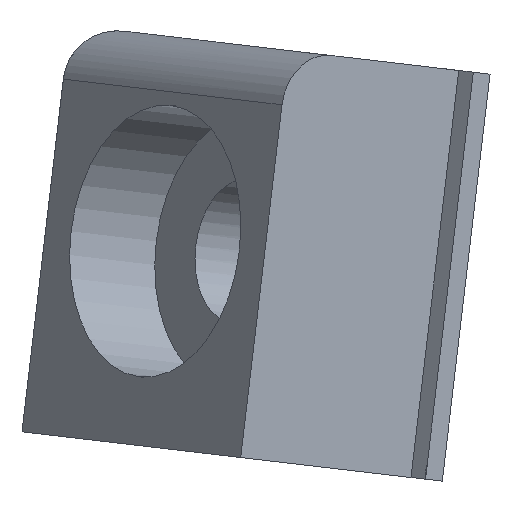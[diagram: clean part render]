
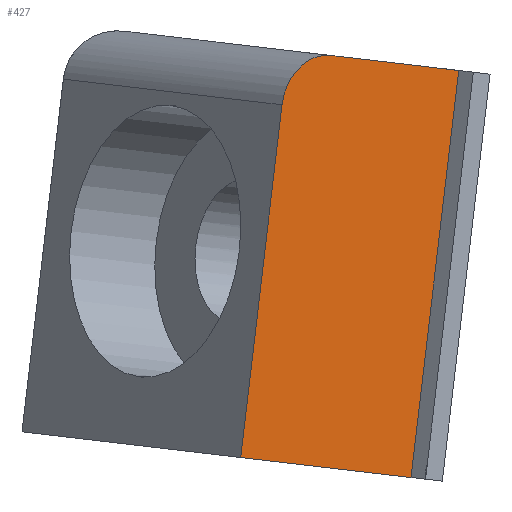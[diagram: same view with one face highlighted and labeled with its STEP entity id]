
A CAD part, left-side view. The second image highlights one B-rep face of the part: STEP entity #427.
In plain terms, the highlighted planar face has unit normal (-0.785, -0.616, -0.072).
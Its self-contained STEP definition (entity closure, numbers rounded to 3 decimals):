
#25=CIRCLE('',#474,2.);
#44=PLANE('',#477);
#67=FACE_OUTER_BOUND('',#94,.T.);
#94=EDGE_LOOP('',(#377,#378,#379,#380,#381));
#136=LINE('',#708,#181);
#140=LINE('',#714,#185);
#141=LINE('',#716,#186);
#142=LINE('',#717,#187);
#181=VECTOR('',#583,10.);
#185=VECTOR('',#589,10.);
#186=VECTOR('',#592,10.);
#187=VECTOR('',#593,10.);
#226=VERTEX_POINT('',#699);
#227=VERTEX_POINT('',#701);
#228=VERTEX_POINT('',#705);
#229=VERTEX_POINT('',#707);
#230=VERTEX_POINT('',#712);
#277=EDGE_CURVE('',#226,#227,#25,.T.);
#280=EDGE_CURVE('',#228,#229,#136,.T.);
#284=EDGE_CURVE('',#230,#228,#140,.T.);
#285=EDGE_CURVE('',#226,#229,#141,.T.);
#286=EDGE_CURVE('',#230,#227,#142,.T.);
#377=ORIENTED_EDGE('',*,*,#277,.F.);
#378=ORIENTED_EDGE('',*,*,#285,.T.);
#379=ORIENTED_EDGE('',*,*,#280,.F.);
#380=ORIENTED_EDGE('',*,*,#284,.F.);
#381=ORIENTED_EDGE('',*,*,#286,.T.);
#427=ADVANCED_FACE('',(#67),#44,.T.);
#474=AXIS2_PLACEMENT_3D('',#702,#577,#578);
#477=AXIS2_PLACEMENT_3D('',#715,#590,#591);
#577=DIRECTION('center_axis',(0.785,0.616,0.072));
#578=DIRECTION('ref_axis',(0.,-0.116,0.993));
#583=DIRECTION('',(-0.62,0.779,0.091));
#589=DIRECTION('',(0.,0.116,-0.993));
#590=DIRECTION('center_axis',(-0.785,-0.616,-0.072));
#591=DIRECTION('ref_axis',(-0.62,0.779,0.091));
#592=DIRECTION('',(0.,0.116,-0.993));
#593=DIRECTION('',(-0.62,0.779,0.091));
#699=CARTESIAN_POINT('',(-28.469,285.333,17.51));
#701=CARTESIAN_POINT('',(-27.23,283.541,19.313));
#702=CARTESIAN_POINT('Origin',(-27.23,283.774,17.327));
#705=CARTESIAN_POINT('',(-23.51,280.612,3.867));
#707=CARTESIAN_POINT('',(-28.469,286.847,4.598));
#708=CARTESIAN_POINT('',(-27.23,285.288,4.415));
#712=CARTESIAN_POINT('',(-23.51,278.865,18.765));
#714=CARTESIAN_POINT('',(-23.51,278.865,18.765));
#715=CARTESIAN_POINT('Origin',(-23.51,278.865,18.765));
#716=CARTESIAN_POINT('',(-28.469,285.1,19.496));
#717=CARTESIAN_POINT('',(-27.23,283.541,19.313));
